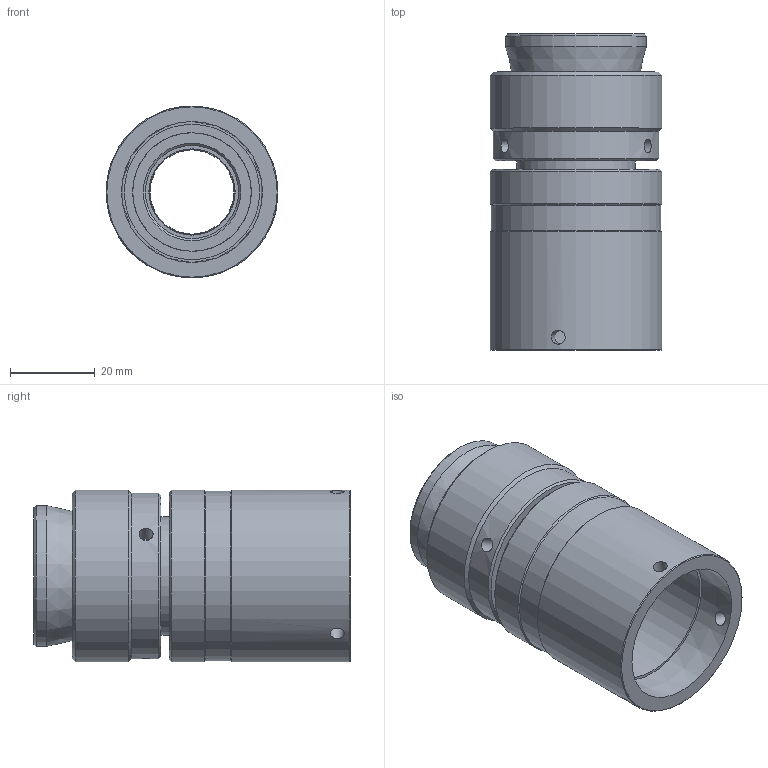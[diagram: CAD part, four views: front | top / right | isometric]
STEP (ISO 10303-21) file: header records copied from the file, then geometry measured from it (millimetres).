
FILE_DESCRIPTION (( 'STEP AP203' ), '1' );
FILE_NAME ('693013.STEP', '2024-07-15T01:59:27', ( 'Windows User' ), ( 'P R C' ), 'SwSTEP 2.0', 'SolidWorks 2020', '' );
FILE_SCHEMA (( 'CONFIG_CONTROL_DESIGN' ));
Length unit declared in the file: millimetre
Products named in the file (1): 693013
Bounding box: 40.64 x 74.7 x 40.64 mm (x, y, z)
Surface area: 17474.8 mm2 (no closed solid volume)
Topology: 0 solids, 4 shells, 35 faces, 94 edges, 65 vertices
Faces by surface type: cylinder 15, cone 14, plane 6
Full cylindrical faces by diameter (mm): 3.3 x6, 23 x1, 28 x1, 32 x1, 33.3 x1, 39.14 x1, 40.04 x1, 40.6 x1, 40.64 x2
Entity records: 2094 total; most frequent: CARTESIAN_POINT 1347, DIRECTION 134, ORIENTED_EDGE 84, EDGE_LOOP 79, AXIS2_PLACEMENT_3D 67, VERTEX_POINT 50, EDGE_CURVE 50, FACE_OUTER_BOUND 50
